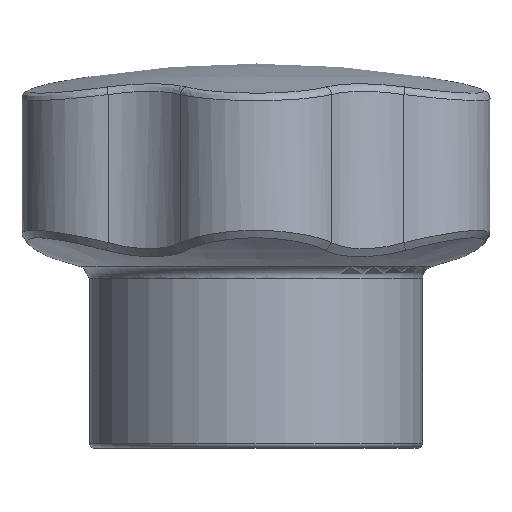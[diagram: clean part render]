
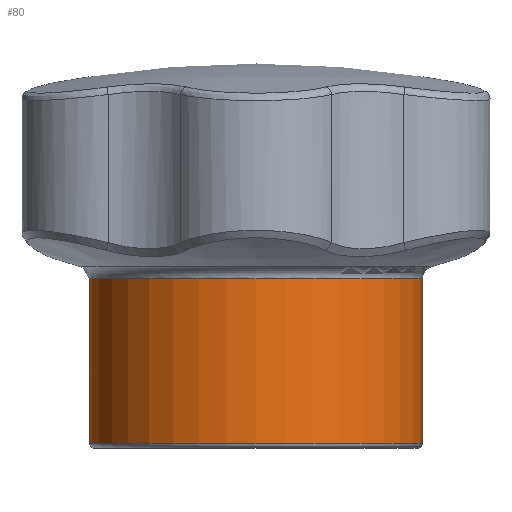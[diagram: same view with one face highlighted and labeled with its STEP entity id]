
A CAD part, front view. The second image highlights one B-rep face of the part: STEP entity #80.
In plain terms, the highlighted cylindrical face has radius 6.5 mm (diameter 13 mm), a full revolution.
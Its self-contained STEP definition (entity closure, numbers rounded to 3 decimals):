
#80 = ADVANCED_FACE( '', ( #194, #195 ), #196, .T. );
#194 = FACE_OUTER_BOUND( '', #636, .T. );
#195 = FACE_OUTER_BOUND( '', #637, .T. );
#196 = CYLINDRICAL_SURFACE( '', #638, 6.5 );
#636 = EDGE_LOOP( '', ( #2382 ) );
#637 = EDGE_LOOP( '', ( #2383 ) );
#638 = AXIS2_PLACEMENT_3D( '', #2384, #2385, #2386 );
#2382 = ORIENTED_EDGE( '', *, *, #2669, .T. );
#2383 = ORIENTED_EDGE( '', *, *, #2670, .T. );
#2384 = CARTESIAN_POINT( '', ( 0., 0., 15. ) );
#2385 = DIRECTION( '', ( 0., 0., -1. ) );
#2386 = DIRECTION( '', ( 1., 0., 0. ) );
#2669 = EDGE_CURVE( '', #2825, #2825, #2826, .F. );
#2670 = EDGE_CURVE( '', #2827, #2827, #2828, .T. );
#2825 = VERTEX_POINT( '', #3324 );
#2826 = CIRCLE( '', #3325, 6.5 );
#2827 = VERTEX_POINT( '', #3326 );
#2828 = CIRCLE( '', #3327, 6.5 );
#3324 = CARTESIAN_POINT( '', ( 6.5, 0., 6.609 ) );
#3325 = AXIS2_PLACEMENT_3D( '', #4782, #4783, #4784 );
#3326 = CARTESIAN_POINT( '', ( 6.5, 0., 0.2 ) );
#3327 = AXIS2_PLACEMENT_3D( '', #4785, #4786, #4787 );
#4782 = CARTESIAN_POINT( '', ( 0., 0., 6.609 ) );
#4783 = DIRECTION( '', ( 0., 0., 1. ) );
#4784 = DIRECTION( '', ( 1., 0., 0. ) );
#4785 = CARTESIAN_POINT( '', ( 0., 0., 0.2 ) );
#4786 = DIRECTION( '', ( 0., 0., 1. ) );
#4787 = DIRECTION( '', ( 1., 0., 0. ) );
